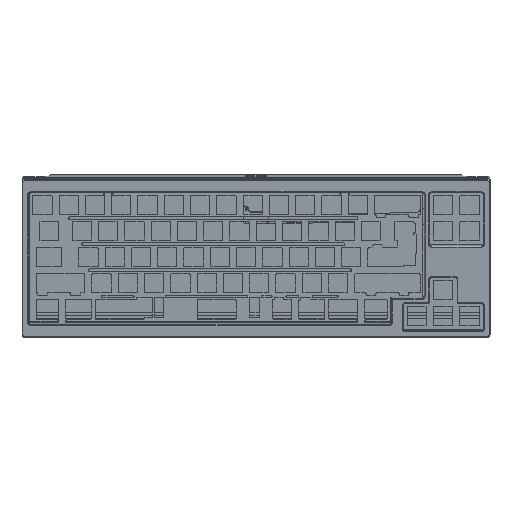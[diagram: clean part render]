
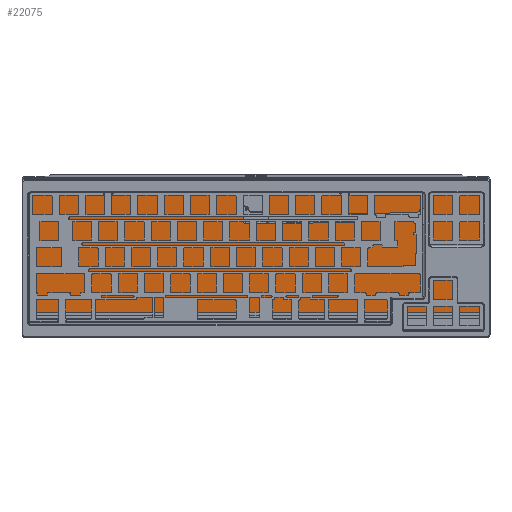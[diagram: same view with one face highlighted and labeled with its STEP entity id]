
A CAD part, top view. The second image highlights one B-rep face of the part: STEP entity #22075.
In plain terms, the highlighted face is planar.
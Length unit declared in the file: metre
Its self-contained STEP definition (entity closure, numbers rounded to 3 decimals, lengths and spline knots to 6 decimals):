
#1092=CIRCLE('',#24164,0.001);
#1107=CIRCLE('',#24198,0.001);
#1132=CIRCLE('',#24245,0.001);
#1133=CIRCLE('',#24246,0.00225);
#1134=CIRCLE('',#24247,0.00225);
#1135=CIRCLE('',#24248,0.00225);
#1136=CIRCLE('',#24249,0.00225);
#1137=CIRCLE('',#24250,0.00225);
#1138=CIRCLE('',#24251,0.00225);
#1139=CIRCLE('',#24252,0.00225);
#1140=CIRCLE('',#24253,0.00225);
#1141=CIRCLE('',#24254,0.00225);
#1142=CIRCLE('',#24255,0.00225);
#1143=CIRCLE('',#24256,0.001);
#7326=ORIENTED_EDGE('',*,*,#10992,.F.);
#7327=ORIENTED_EDGE('',*,*,#10993,.T.);
#7328=ORIENTED_EDGE('',*,*,#10994,.F.);
#7329=ORIENTED_EDGE('',*,*,#10995,.T.);
#7330=ORIENTED_EDGE('',*,*,#10996,.F.);
#7331=ORIENTED_EDGE('',*,*,#10997,.T.);
#7332=ORIENTED_EDGE('',*,*,#10998,.F.);
#7333=ORIENTED_EDGE('',*,*,#10999,.T.);
#7334=ORIENTED_EDGE('',*,*,#11000,.T.);
#7335=ORIENTED_EDGE('',*,*,#11001,.T.);
#7336=ORIENTED_EDGE('',*,*,#11002,.T.);
#7337=ORIENTED_EDGE('',*,*,#11003,.T.);
#7338=ORIENTED_EDGE('',*,*,#11004,.T.);
#7339=ORIENTED_EDGE('',*,*,#11005,.F.);
#7340=ORIENTED_EDGE('',*,*,#11006,.T.);
#7341=ORIENTED_EDGE('',*,*,#11007,.T.);
#7342=ORIENTED_EDGE('',*,*,#11008,.T.);
#7343=ORIENTED_EDGE('',*,*,#11009,.F.);
#7344=ORIENTED_EDGE('',*,*,#11010,.T.);
#7345=ORIENTED_EDGE('',*,*,#11011,.T.);
#7346=ORIENTED_EDGE('',*,*,#11012,.T.);
#7347=ORIENTED_EDGE('',*,*,#11013,.F.);
#7348=ORIENTED_EDGE('',*,*,#11014,.T.);
#7349=ORIENTED_EDGE('',*,*,#10938,.T.);
#7350=ORIENTED_EDGE('',*,*,#10915,.T.);
#7351=ORIENTED_EDGE('',*,*,#10863,.F.);
#7352=ORIENTED_EDGE('',*,*,#10871,.T.);
#10863=EDGE_CURVE('',#13169,#13170,#15254,.T.);
#10871=EDGE_CURVE('',#13169,#13175,#1092,.T.);
#10915=EDGE_CURVE('',#13210,#13170,#1107,.T.);
#10938=EDGE_CURVE('',#13219,#13210,#15295,.T.);
#10992=EDGE_CURVE('',#13264,#13175,#15331,.T.);
#10993=EDGE_CURVE('',#13264,#13265,#1132,.T.);
#10994=EDGE_CURVE('',#13266,#13265,#15332,.T.);
#10995=EDGE_CURVE('',#13266,#13267,#1133,.F.);
#10996=EDGE_CURVE('',#13268,#13267,#15333,.T.);
#10997=EDGE_CURVE('',#13268,#13269,#1134,.T.);
#10998=EDGE_CURVE('',#13270,#13269,#15334,.T.);
#10999=EDGE_CURVE('',#13270,#13271,#1135,.T.);
#11000=EDGE_CURVE('',#13271,#13272,#1136,.F.);
#11001=EDGE_CURVE('',#13272,#13273,#15335,.T.);
#11002=EDGE_CURVE('',#13273,#13274,#1137,.F.);
#11003=EDGE_CURVE('',#13274,#13275,#15336,.T.);
#11004=EDGE_CURVE('',#13275,#13276,#1138,.F.);
#11005=EDGE_CURVE('',#13277,#13276,#15337,.T.);
#11006=EDGE_CURVE('',#13277,#13278,#1139,.F.);
#11007=EDGE_CURVE('',#13278,#13279,#1140,.T.);
#11008=EDGE_CURVE('',#13279,#13280,#15338,.T.);
#11009=EDGE_CURVE('',#13281,#13280,#15339,.T.);
#11010=EDGE_CURVE('',#13281,#13282,#1141,.F.);
#11011=EDGE_CURVE('',#13282,#13283,#15340,.T.);
#11012=EDGE_CURVE('',#13283,#13284,#1142,.F.);
#11013=EDGE_CURVE('',#13285,#13284,#15341,.T.);
#11014=EDGE_CURVE('',#13285,#13219,#1143,.T.);
#13169=VERTEX_POINT('',#36702);
#13170=VERTEX_POINT('',#36704);
#13175=VERTEX_POINT('',#36720);
#13210=VERTEX_POINT('',#37006);
#13219=VERTEX_POINT('',#37045);
#13264=VERTEX_POINT('',#37155);
#13265=VERTEX_POINT('',#37159);
#13266=VERTEX_POINT('',#37161);
#13267=VERTEX_POINT('',#37163);
#13268=VERTEX_POINT('',#37165);
#13269=VERTEX_POINT('',#37167);
#13270=VERTEX_POINT('',#37169);
#13271=VERTEX_POINT('',#37171);
#13272=VERTEX_POINT('',#37173);
#13273=VERTEX_POINT('',#37175);
#13274=VERTEX_POINT('',#37177);
#13275=VERTEX_POINT('',#37179);
#13276=VERTEX_POINT('',#37181);
#13277=VERTEX_POINT('',#37183);
#13278=VERTEX_POINT('',#37185);
#13279=VERTEX_POINT('',#37187);
#13280=VERTEX_POINT('',#37189);
#13281=VERTEX_POINT('',#37191);
#13282=VERTEX_POINT('',#37193);
#13283=VERTEX_POINT('',#37195);
#13284=VERTEX_POINT('',#37197);
#13285=VERTEX_POINT('',#37199);
#15254=LINE('',#36703,#17338);
#15295=LINE('',#37048,#17379);
#15331=LINE('',#37156,#17415);
#15332=LINE('',#37160,#17416);
#15333=LINE('',#37164,#17417);
#15334=LINE('',#37168,#17418);
#15335=LINE('',#37174,#17419);
#15336=LINE('',#37178,#17420);
#15337=LINE('',#37182,#17421);
#15338=LINE('',#37188,#17422);
#15339=LINE('',#37190,#17423);
#15340=LINE('',#37194,#17424);
#15341=LINE('',#37198,#17425);
#17338=VECTOR('',#30034,1.);
#17379=VECTOR('',#30193,1.);
#17415=VECTOR('',#30285,1.);
#17416=VECTOR('',#30290,1.);
#17417=VECTOR('',#30293,1.);
#17418=VECTOR('',#30296,1.);
#17419=VECTOR('',#30301,1.);
#17420=VECTOR('',#30304,1.);
#17421=VECTOR('',#30307,1.);
#17422=VECTOR('',#30312,1.);
#17423=VECTOR('',#30313,1.);
#17424=VECTOR('',#30316,1.);
#17425=VECTOR('',#30319,1.);
#18866=EDGE_LOOP('',(#7326,#7327,#7328,#7329,#7330,#7331,#7332,#7333,#7334,
#7335,#7336,#7337,#7338,#7339,#7340,#7341,#7342,#7343,#7344,#7345,#7346,
#7347,#7348,#7349,#7350,#7351,#7352));
#20313=FACE_BOUND('',#18866,.T.);
#21013=PLANE('',#24244);
#22075=ADVANCED_FACE('',(#20313),#21013,.T.);
#24164=AXIS2_PLACEMENT_3D('',#36719,#30052,#30053);
#24198=AXIS2_PLACEMENT_3D('',#37005,#30143,#30144);
#24244=AXIS2_PLACEMENT_3D('',#37157,#30286,#30287);
#24245=AXIS2_PLACEMENT_3D('',#37158,#30288,#30289);
#24246=AXIS2_PLACEMENT_3D('',#37162,#30291,#30292);
#24247=AXIS2_PLACEMENT_3D('',#37166,#30294,#30295);
#24248=AXIS2_PLACEMENT_3D('',#37170,#30297,#30298);
#24249=AXIS2_PLACEMENT_3D('',#37172,#30299,#30300);
#24250=AXIS2_PLACEMENT_3D('',#37176,#30302,#30303);
#24251=AXIS2_PLACEMENT_3D('',#37180,#30305,#30306);
#24252=AXIS2_PLACEMENT_3D('',#37184,#30308,#30309);
#24253=AXIS2_PLACEMENT_3D('',#37186,#30310,#30311);
#24254=AXIS2_PLACEMENT_3D('',#37192,#30314,#30315);
#24255=AXIS2_PLACEMENT_3D('',#37196,#30317,#30318);
#24256=AXIS2_PLACEMENT_3D('',#37200,#30320,#30321);
#30034=DIRECTION('',(-1.,0.,0.));
#30052=DIRECTION('',(0.,0.,1.));
#30053=DIRECTION('',(1.,0.,0.));
#30143=DIRECTION('',(0.,0.,1.));
#30144=DIRECTION('',(1.,0.,0.));
#30193=DIRECTION('',(0.,-1.,0.));
#30285=DIRECTION('',(0.,-1.,0.));
#30286=DIRECTION('',(0.,0.,1.));
#30287=DIRECTION('',(1.,0.,0.));
#30288=DIRECTION('',(0.,0.,1.));
#30289=DIRECTION('',(1.,0.,0.));
#30290=DIRECTION('',(1.,0.,0.));
#30291=DIRECTION('',(0.,0.,1.));
#30292=DIRECTION('',(1.,0.,0.));
#30293=DIRECTION('',(0.,1.,0.));
#30294=DIRECTION('',(0.,0.,1.));
#30295=DIRECTION('',(1.,0.,0.));
#30296=DIRECTION('',(-1.,-0.023,0.));
#30297=DIRECTION('',(0.,0.,1.));
#30298=DIRECTION('',(1.,0.,0.));
#30299=DIRECTION('',(0.,0.,1.));
#30300=DIRECTION('',(1.,0.,0.));
#30301=DIRECTION('',(1.,0.,0.));
#30302=DIRECTION('',(0.,0.,1.));
#30303=DIRECTION('',(1.,0.,0.));
#30304=DIRECTION('',(0.,-1.,0.));
#30305=DIRECTION('',(0.,0.,1.));
#30306=DIRECTION('',(1.,0.,0.));
#30307=DIRECTION('',(1.,0.,0.));
#30308=DIRECTION('',(0.,0.,1.));
#30309=DIRECTION('',(1.,0.,0.));
#30310=DIRECTION('',(0.,0.,1.));
#30311=DIRECTION('',(1.,0.,0.));
#30312=DIRECTION('',(-1.,-0.023,0.));
#30313=DIRECTION('',(1.,0.,0.));
#30314=DIRECTION('',(0.,0.,1.));
#30315=DIRECTION('',(1.,0.,0.));
#30316=DIRECTION('',(0.,1.,0.));
#30317=DIRECTION('',(0.,0.,1.));
#30318=DIRECTION('',(1.,0.,0.));
#30319=DIRECTION('',(1.,0.,0.));
#30320=DIRECTION('',(0.,0.,1.));
#30321=DIRECTION('',(1.,0.,0.));
#36702=CARTESIAN_POINT('',(0.163781,-0.041245,0.00067));
#36703=CARTESIAN_POINT('',(0.164783,-0.041245,0.00067));
#36704=CARTESIAN_POINT('',(-0.163781,-0.041245,0.00067));
#36719=CARTESIAN_POINT('',(0.163781,-0.040245,0.00067));
#36720=CARTESIAN_POINT('',(0.164781,-0.040245,0.00067));
#37005=CARTESIAN_POINT('',(-0.163781,-0.040245,0.00067));
#37006=CARTESIAN_POINT('',(-0.164781,-0.040245,0.00067));
#37045=CARTESIAN_POINT('',(-0.164781,0.0471,0.00067));
#37048=CARTESIAN_POINT('',(-0.164781,0.,0.00067));
#37155=CARTESIAN_POINT('',(0.164781,0.0471,0.00067));
#37156=CARTESIAN_POINT('',(0.164781,-0.050481,0.00067));
#37157=CARTESIAN_POINT('',(0.,0.,0.00067));
#37158=CARTESIAN_POINT('',(0.163781,0.0471,0.00067));
#37159=CARTESIAN_POINT('',(0.163781,0.0481,0.00067));
#37160=CARTESIAN_POINT('',(0.,0.0481,0.00067));
#37161=CARTESIAN_POINT('',(0.007,0.0481,0.00067));
#37162=CARTESIAN_POINT('',(0.007,0.04585,0.00067));
#37163=CARTESIAN_POINT('',(0.00925,0.04585,0.00067));
#37164=CARTESIAN_POINT('',(0.00925,0.0396,0.00067));
#37165=CARTESIAN_POINT('',(0.00925,0.031401,0.00067));
#37166=CARTESIAN_POINT('',(0.0115,0.031401,0.00067));
#37167=CARTESIAN_POINT('',(0.011551,0.029152,0.00067));
#37168=CARTESIAN_POINT('',(0.064038,0.03035,0.00067));
#37169=CARTESIAN_POINT('',(0.116583,0.03155,0.00067));
#37170=CARTESIAN_POINT('',(0.116531,0.033799,0.00067));
#37171=CARTESIAN_POINT('',(0.118661,0.033075,0.00067));
#37172=CARTESIAN_POINT('',(0.120792,0.03235,0.00067));
#37173=CARTESIAN_POINT('',(0.120792,0.0346,0.00067));
#37174=CARTESIAN_POINT('',(0.123781,0.0346,0.00067));
#37175=CARTESIAN_POINT('',(0.126531,0.0346,0.00067));
#37176=CARTESIAN_POINT('',(0.126531,0.03235,0.00067));
#37177=CARTESIAN_POINT('',(0.128781,0.03235,0.00067));
#37178=CARTESIAN_POINT('',(0.128781,0.0286,0.00067));
#37179=CARTESIAN_POINT('',(0.128781,0.02485,0.00067));
#37180=CARTESIAN_POINT('',(0.126531,0.02485,0.00067));
#37181=CARTESIAN_POINT('',(0.126531,0.0226,0.00067));
#37182=CARTESIAN_POINT('',(0.123781,0.0226,0.00067));
#37183=CARTESIAN_POINT('',(0.120755,0.0226,0.00067));
#37184=CARTESIAN_POINT('',(0.120755,0.02485,0.00067));
#37185=CARTESIAN_POINT('',(0.118643,0.024074,0.00067));
#37186=CARTESIAN_POINT('',(0.116531,0.023298,0.00067));
#37187=CARTESIAN_POINT('',(0.11648,0.025547,0.00067));
#37188=CARTESIAN_POINT('',(0.064038,0.02435,0.00067));
#37189=CARTESIAN_POINT('',(0.009296,0.0231,0.00067));
#37190=CARTESIAN_POINT('',(0.000023,0.0231,0.00067));
#37191=CARTESIAN_POINT('',(-0.007,0.0231,0.00067));
#37192=CARTESIAN_POINT('',(-0.007,0.02535,0.00067));
#37193=CARTESIAN_POINT('',(-0.00925,0.02535,0.00067));
#37194=CARTESIAN_POINT('',(-0.00925,0.0396,0.00067));
#37195=CARTESIAN_POINT('',(-0.00925,0.04585,0.00067));
#37196=CARTESIAN_POINT('',(-0.007,0.04585,0.00067));
#37197=CARTESIAN_POINT('',(-0.007,0.0481,0.00067));
#37198=CARTESIAN_POINT('',(0.,0.0481,0.00067));
#37199=CARTESIAN_POINT('',(-0.163781,0.0481,0.00067));
#37200=CARTESIAN_POINT('',(-0.163781,0.0471,0.00067));
